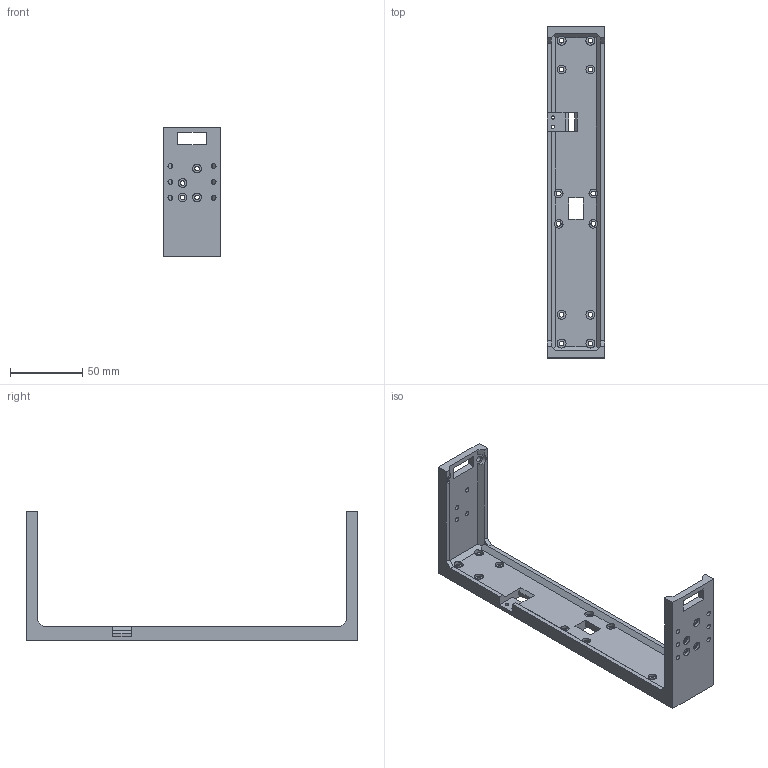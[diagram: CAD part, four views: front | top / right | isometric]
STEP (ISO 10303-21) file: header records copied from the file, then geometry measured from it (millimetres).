
FILE_DESCRIPTION(/* description */ ('STEP AP242','CAx-IF Rec.Pracs.---Representation and Presentation of Product Manufacturing Information (PMI)---4.0---2014-10-13','CAx-IF Rec.Pracs.---3D Tessellated Geometry---0.4---2014-09-14','2;1'),/* implementation_level */ '2;1');
FILE_NAME(/* name */ '651481360a6a954e2c2ba29f',/* time_stamp */ '2023-09-27T19:23:35Z',/* author */ (''),/* organization */ (''),/* preprocessor_version */ 'ST-DEVELOPER v19.4',/* originating_system */ ' ',/* authorisation */ ' ');
FILE_SCHEMA (('AP242_MANAGED_MODEL_BASED_3D_ENGINEERING_MIM_LF { 1 0 10303 442 1 1 4 }'));
Length unit declared in the file: metre
Products named in the file (1): Part 1
Bounding box: 40 x 230 x 90 mm (x, y, z)
Volume: 100703.6 mm3; surface area: 41917.4 mm2
Topology: 1 solids, 1 shells, 146 faces, 403 edges, 272 vertices
Faces by surface type: plane 86, cylinder 60
Full cylindrical faces by diameter (mm): 2.2 x2, 3.2 x8, 3.3 x18, 4 x2, 4.2 x2, 6 x12, 6.2 x8
Entity records: 4375 total; most frequent: DIRECTION 763, CARTESIAN_POINT 718, ORIENTED_EDGE 650, EDGE_CURVE 325, AXIS2_PLACEMENT_3D 291, EDGE_LOOP 279, FACE_BOUND 279, VERTEX_POINT 246
